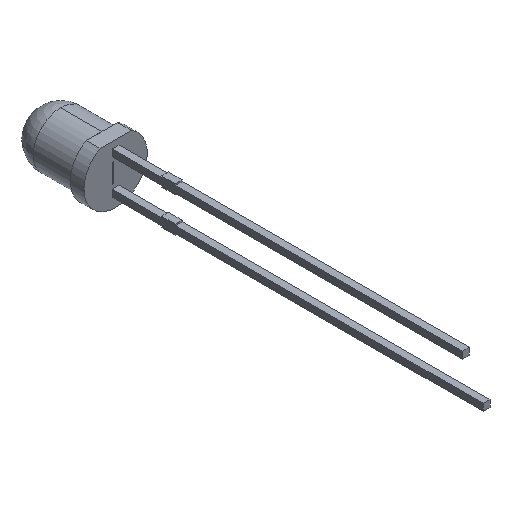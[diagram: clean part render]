
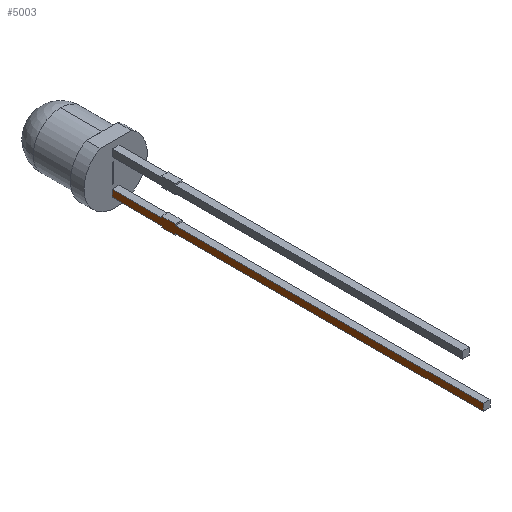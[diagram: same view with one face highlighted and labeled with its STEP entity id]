
A CAD part, isometric view. The second image highlights one B-rep face of the part: STEP entity #5003.
In plain terms, the highlighted planar face has unit normal (-1, 0, 0).
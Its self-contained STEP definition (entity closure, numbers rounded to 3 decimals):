
#273 = VECTOR ( 'NONE', #9414, 1000. ) ;
#777 = VECTOR ( 'NONE', #8723, 1000. ) ;
#778 = VECTOR ( 'NONE', #8726, 1000. ) ;
#779 = VECTOR ( 'NONE', #8729, 1000. ) ;
#834 = VECTOR ( 'NONE', #8938, 1000. ) ;
#1579 = VECTOR ( 'NONE', #5578, 1000. ) ;
#1581 = VECTOR ( 'NONE', #5584, 1000. ) ;
#1582 = VECTOR ( 'NONE', #5587, 1000. ) ;
#1583 = VECTOR ( 'NONE', #5590, 1000. ) ;
#1584 = VECTOR ( 'NONE', #5593, 1000. ) ;
#1585 = VECTOR ( 'NONE', #5596, 1000. ) ;
#1685 = EDGE_CURVE ( 'NONE', #2393, #2658, #5576, .T. ) ;
#1687 = EDGE_CURVE ( 'NONE', #2409, #2408, #5582, .T. ) ;
#1688 = EDGE_CURVE ( 'NONE', #2409, #2692, #5585, .T. ) ;
#1689 = EDGE_CURVE ( 'NONE', #2407, #2408, #5588, .T. ) ;
#1690 = EDGE_CURVE ( 'NONE', #2412, #2407, #5591, .T. ) ;
#1691 = EDGE_CURVE ( 'NONE', #2324, #2411, #5594, .T. ) ;
#1854 = VECTOR ( 'NONE', #7409, 1000. ) ;
#1998 = EDGE_CURVE ( 'NONE', #2324, #2327, #7407, .T. ) ;
#2324 = VERTEX_POINT ( 'NONE', #8436 ) ;
#2327 = VERTEX_POINT ( 'NONE', #8439 ) ;
#2393 = VERTEX_POINT ( 'NONE', #8505 ) ;
#2399 = VERTEX_POINT ( 'NONE', #8511 ) ;
#2400 = VERTEX_POINT ( 'NONE', #8512 ) ;
#2407 = VERTEX_POINT ( 'NONE', #8519 ) ;
#2408 = VERTEX_POINT ( 'NONE', #8520 ) ;
#2409 = VERTEX_POINT ( 'NONE', #8521 ) ;
#2411 = VERTEX_POINT ( 'NONE', #8523 ) ;
#2412 = VERTEX_POINT ( 'NONE', #8524 ) ;
#2658 = VERTEX_POINT ( 'NONE', #8603 ) ;
#2692 = VERTEX_POINT ( 'NONE', #8637 ) ;
#3203 = EDGE_LOOP ( 'NONE', ( #6109, #6111, #6110, #6112, #6113, #5074, #5075, #5076, #5078, #5077, #5079, #5081 ) ) ;
#3462 = FACE_OUTER_BOUND ( 'NONE', #3203, .T. ) ;
#3468 = AXIS2_PLACEMENT_3D ( 'NONE', #9713, #9714, #9715 ) ;
#4809 = EDGE_CURVE ( 'NONE', #2400, #2399, #8721, .T. ) ;
#4810 = EDGE_CURVE ( 'NONE', #2400, #2327, #8724, .T. ) ;
#4811 = EDGE_CURVE ( 'NONE', #2399, #2393, #8727, .T. ) ;
#4871 = EDGE_CURVE ( 'NONE', #2411, #2412, #8936, .T. ) ;
#4967 = EDGE_CURVE ( 'NONE', #2658, #2692, #9412, .T. ) ;
#5003 = ADVANCED_FACE ( 'NONE', ( #3462 ), #9712, .F. ) ;
#5074 = ORIENTED_EDGE ( 'NONE', *, *, #1691, .F. ) ;
#5075 = ORIENTED_EDGE ( 'NONE', *, *, #1998, .T. ) ;
#5076 = ORIENTED_EDGE ( 'NONE', *, *, #4810, .F. ) ;
#5077 = ORIENTED_EDGE ( 'NONE', *, *, #4811, .T. ) ;
#5078 = ORIENTED_EDGE ( 'NONE', *, *, #4809, .T. ) ;
#5079 = ORIENTED_EDGE ( 'NONE', *, *, #1685, .T. ) ;
#5081 = ORIENTED_EDGE ( 'NONE', *, *, #4967, .T. ) ;
#5576 = LINE ( 'NONE', #5577, #1579 ) ;
#5577 = CARTESIAN_POINT ( 'NONE',  ( -0.25, -28., -1.02 ) ) ;
#5578 = DIRECTION ( 'NONE',  ( 0., 1., 0. ) ) ;
#5582 = LINE ( 'NONE', #5583, #1581 ) ;
#5583 = CARTESIAN_POINT ( 'NONE',  ( -0.25, -4.6, -18.71 ) ) ;
#5584 = DIRECTION ( 'NONE',  ( 0., 0., -1. ) ) ;
#5585 = LINE ( 'NONE', #5586, #1582 ) ;
#5586 = CARTESIAN_POINT ( 'NONE',  ( -0.25, -28., -1.52 ) ) ;
#5587 = DIRECTION ( 'NONE',  ( 0., 1., 0. ) ) ;
#5588 = LINE ( 'NONE', #5589, #1583 ) ;
#5589 = CARTESIAN_POINT ( 'NONE',  ( -0.25, -13.75, -1.62 ) ) ;
#5590 = DIRECTION ( 'NONE',  ( 0., 1., 0. ) ) ;
#5591 = LINE ( 'NONE', #5592, #1584 ) ;
#5592 = CARTESIAN_POINT ( 'NONE',  ( -0.25, -5.6, -18.71 ) ) ;
#5593 = DIRECTION ( 'NONE',  ( 0., 0., -1. ) ) ;
#5594 = LINE ( 'NONE', #5595, #1585 ) ;
#5595 = CARTESIAN_POINT ( 'NONE',  ( -0.25, -28., -0.15 ) ) ;
#5596 = DIRECTION ( 'NONE',  ( 0., 0., -1. ) ) ;
#6109 = ORIENTED_EDGE ( 'NONE', *, *, #1688, .F. ) ;
#6110 = ORIENTED_EDGE ( 'NONE', *, *, #1689, .F. ) ;
#6111 = ORIENTED_EDGE ( 'NONE', *, *, #1687, .T. ) ;
#6112 = ORIENTED_EDGE ( 'NONE', *, *, #1690, .F. ) ;
#6113 = ORIENTED_EDGE ( 'NONE', *, *, #4871, .F. ) ;
#7407 = LINE ( 'NONE', #7408, #1854 ) ;
#7408 = CARTESIAN_POINT ( 'NONE',  ( -0.25, -28., -1.02 ) ) ;
#7409 = DIRECTION ( 'NONE',  ( 0., 1., 0. ) ) ;
#8436 = CARTESIAN_POINT ( 'NONE',  ( -0.25, -28., -1.02 ) ) ;
#8439 = CARTESIAN_POINT ( 'NONE',  ( -0.25, -5.6, -1.02 ) ) ;
#8505 = CARTESIAN_POINT ( 'NONE',  ( -0.25, -4.6, -1.02 ) ) ;
#8511 = CARTESIAN_POINT ( 'NONE',  ( -0.25, -4.6, -0.92 ) ) ;
#8512 = CARTESIAN_POINT ( 'NONE',  ( -0.25, -5.6, -0.92 ) ) ;
#8519 = CARTESIAN_POINT ( 'NONE',  ( -0.25, -5.6, -1.62 ) ) ;
#8520 = CARTESIAN_POINT ( 'NONE',  ( -0.25, -4.6, -1.62 ) ) ;
#8521 = CARTESIAN_POINT ( 'NONE',  ( -0.25, -4.6, -1.52 ) ) ;
#8523 = CARTESIAN_POINT ( 'NONE',  ( -0.25, -28., -1.52 ) ) ;
#8524 = CARTESIAN_POINT ( 'NONE',  ( -0.25, -5.6, -1.52 ) ) ;
#8603 = CARTESIAN_POINT ( 'NONE',  ( -0.25, -1., -1.02 ) ) ;
#8637 = CARTESIAN_POINT ( 'NONE',  ( -0.25, -1., -1.52 ) ) ;
#8721 = LINE ( 'NONE', #8722, #777 ) ;
#8722 = CARTESIAN_POINT ( 'NONE',  ( -0.25, -13.75, -0.92 ) ) ;
#8723 = DIRECTION ( 'NONE',  ( 0., 1., 0. ) ) ;
#8724 = LINE ( 'NONE', #8725, #778 ) ;
#8725 = CARTESIAN_POINT ( 'NONE',  ( -0.25, -5.6, -18.71 ) ) ;
#8726 = DIRECTION ( 'NONE',  ( 0., 0., -1. ) ) ;
#8727 = LINE ( 'NONE', #8728, #779 ) ;
#8728 = CARTESIAN_POINT ( 'NONE',  ( -0.25, -4.6, -18.71 ) ) ;
#8729 = DIRECTION ( 'NONE',  ( 0., 0., -1. ) ) ;
#8936 = LINE ( 'NONE', #8937, #834 ) ;
#8937 = CARTESIAN_POINT ( 'NONE',  ( -0.25, -28., -1.52 ) ) ;
#8938 = DIRECTION ( 'NONE',  ( 0., 1., 0. ) ) ;
#9412 = LINE ( 'NONE', #9413, #273 ) ;
#9413 = CARTESIAN_POINT ( 'NONE',  ( -0.25, -1., -0.15 ) ) ;
#9414 = DIRECTION ( 'NONE',  ( 0., 0., -1. ) ) ;
#9712 = PLANE ( 'NONE',  #3468 ) ;
#9713 = CARTESIAN_POINT ( 'NONE',  ( -0.25, -28., -0.15 ) ) ;
#9714 = DIRECTION ( 'NONE',  ( 1., 0., 0. ) ) ;
#9715 = DIRECTION ( 'NONE',  ( 0., 0., -1. ) ) ;
